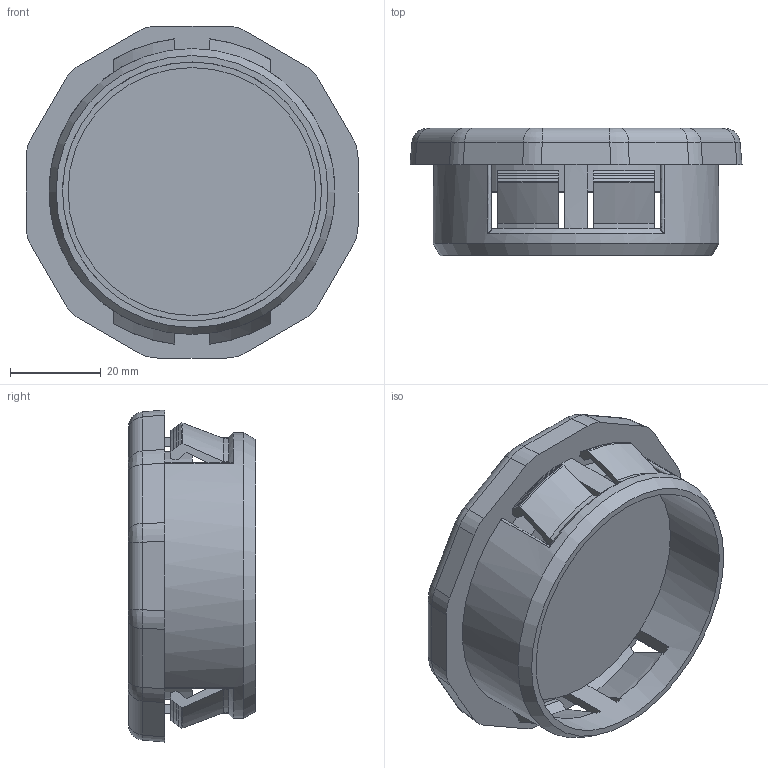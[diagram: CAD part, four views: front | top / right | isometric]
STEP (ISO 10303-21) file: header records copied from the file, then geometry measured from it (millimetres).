
FILE_DESCRIPTION(/* description */ (''),/* implementation_level */ '2;1');
FILE_NAME(/* name */ '28922_6_KES-R M63-13.stp',/* time_stamp */ '2023-03-03T12:06:46+01:00',/* author */ (''),/* organization */ (''),/* preprocessor_version */ 'ST-DEVELOPER v16.7',/* originating_system */ 'SIEMENS PLM Software NX 12.0',/* authorisation */ '');
FILE_SCHEMA (('AUTOMOTIVE_DESIGN { 1 0 10303 214 3 1 1 1 }'));
Length unit declared in the file: millimetre
Products named in the file (1): 28922_6_KES-R M63-13
Bounding box: 73.15 x 28 x 73.15 mm (x, y, z)
Volume: 55889.6 mm3; surface area: 18815.8 mm2
Topology: 1 solids, 1 shells, 454 faces, 1227 edges, 802 vertices
Faces by surface type: plane 228, cylinder 96, cone 47, bspline 35, sphere 26, extrusion 22
Full cylindrical faces by diameter (mm): 54.63 x1, 57.103 x1, 63 x1
Entity records: 20573 total; most frequent: CARTESIAN_POINT 7300, ORIENTED_EDGE 2310, DIRECTION 2082, EDGE_CURVE 1155, VERTEX_POINT 761, AXIS2_PLACEMENT_3D 707, VECTOR 668, LINE 646
